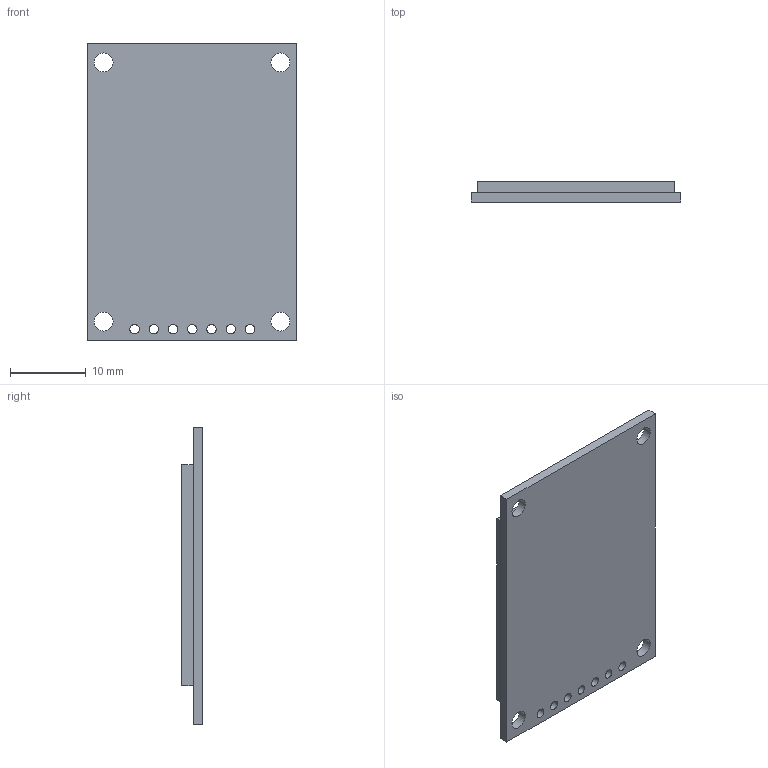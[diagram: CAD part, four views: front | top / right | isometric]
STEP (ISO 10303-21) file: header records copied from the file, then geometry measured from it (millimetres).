
FILE_DESCRIPTION(/* description */ (''),/* implementation_level */ '2;1');
FILE_NAME(/* name */ 'IPS240x240.step',/* time_stamp */ '2019-05-15T23:19:17+08:00',/* author */ (''),/* organization */ (''),/* preprocessor_version */ 'ST-DEVELOPER v17.2',/* originating_system */ 'Autodesk Translation Framework v7.6.0.251',/* authorisation */ '');
FILE_SCHEMA (('AUTOMOTIVE_DESIGN { 1 0 10303 214 3 1 1 }'));
Length unit declared in the file: millimetre
Products named in the file (3): IPS240x240; pcb; tft
Assembly tree (2 placements, depth 2):
  IPS240x240
    pcb
    tft
Bounding box: 27.7 x 2.72 x 39.22 mm (x, y, z)
Volume: 2418.1 mm3; surface area: 4323.8 mm2
Topology: 3 solids, 3 shells, 33 faces, 81 edges, 54 vertices
Faces by surface type: plane 22, cylinder 11
Full cylindrical faces by diameter (mm): 1.25 x7, 2.5 x4
Entity records: 1139 total; most frequent: DIRECTION 181, CARTESIAN_POINT 174, ORIENTED_EDGE 162, EDGE_CURVE 81, AXIS2_PLACEMENT_3D 61, LINE 59, VECTOR 59, EDGE_LOOP 57
